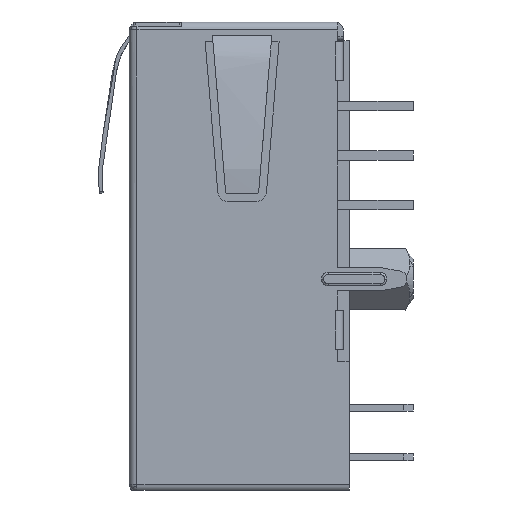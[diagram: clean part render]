
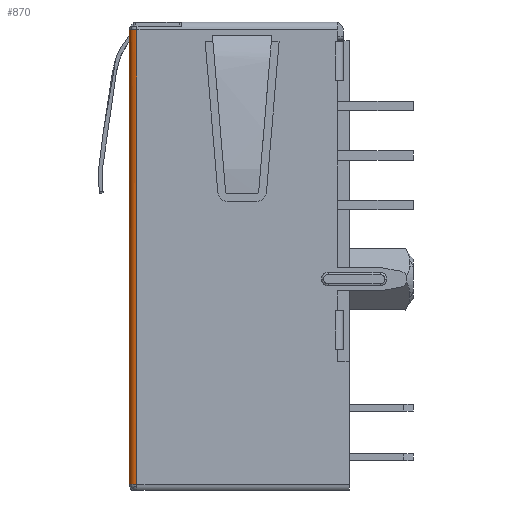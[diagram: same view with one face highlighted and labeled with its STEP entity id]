
A CAD part, left-side view. The second image highlights one B-rep face of the part: STEP entity #870.
In plain terms, the highlighted cylindrical face has radius 0.4 mm (diameter 0.8 mm), a partial arc.
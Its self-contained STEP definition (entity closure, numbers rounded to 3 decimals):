
#16 = CYLINDRICAL_SURFACE ( 'NONE', #5744, 0.4 ) ;
#716 = DIRECTION ( 'NONE',  ( 0., 0., -1. ) ) ;
#870 = ADVANCED_FACE ( 'NONE', ( #12780 ), #16, .T. ) ;
#1087 = CARTESIAN_POINT ( 'NONE',  ( 1.583, 14.348, -23.73 ) ) ;
#1601 = EDGE_CURVE ( 'NONE', #8615, #11093, #17656, .T. ) ;
#1661 = VERTEX_POINT ( 'NONE', #15419 ) ;
#1788 = VERTEX_POINT ( 'NONE', #1087 ) ;
#2123 = CARTESIAN_POINT ( 'NONE',  ( 1.983, 14.748, -0.4 ) ) ;
#2633 = CARTESIAN_POINT ( 'NONE',  ( 1.983, 14.748, -0.4 ) ) ;
#2740 = ORIENTED_EDGE ( 'NONE', *, *, #1601, .T. ) ;
#2901 = CARTESIAN_POINT ( 'NONE',  ( 1.983, 14.348, -23.73 ) ) ;
#3869 = ORIENTED_EDGE ( 'NONE', *, *, #10928, .F. ) ;
#4093 = CIRCLE ( 'NONE', #5582, 0.4 ) ;
#4356 = CARTESIAN_POINT ( 'NONE',  ( 1.583, 14.348, -0.4 ) ) ;
#5582 = AXIS2_PLACEMENT_3D ( 'NONE', #2901, #14252, #18241 ) ;
#5744 = AXIS2_PLACEMENT_3D ( 'NONE', #15280, #8215, #13799 ) ;
#5895 = CIRCLE ( 'NONE', #15385, 0.4 ) ;
#7390 = DIRECTION ( 'NONE',  ( 0., 0., 1. ) ) ;
#7447 = DIRECTION ( 'NONE',  ( 0., 0., 1. ) ) ;
#7909 = ORIENTED_EDGE ( 'NONE', *, *, #11599, .F. ) ;
#8142 = CARTESIAN_POINT ( 'NONE',  ( 1.983, 14.748, -23.73 ) ) ;
#8215 = DIRECTION ( 'NONE',  ( 0., 0., -1. ) ) ;
#8615 = VERTEX_POINT ( 'NONE', #2633 ) ;
#8633 = DIRECTION ( 'NONE',  ( 0., 0., -1. ) ) ;
#9610 = VECTOR ( 'NONE', #716, 1000. ) ;
#10188 = CARTESIAN_POINT ( 'NONE',  ( 1.983, 14.348, -0.4 ) ) ;
#10622 = CIRCLE ( 'NONE', #12119, 0.4 ) ;
#10858 = VERTEX_POINT ( 'NONE', #14199 ) ;
#10928 = EDGE_CURVE ( 'NONE', #10858, #1788, #16905, .T. ) ;
#11093 = VERTEX_POINT ( 'NONE', #8142 ) ;
#11599 = EDGE_CURVE ( 'NONE', #1788, #11093, #4093, .T. ) ;
#12119 = AXIS2_PLACEMENT_3D ( 'NONE', #17478, #7447, #13385 ) ;
#12465 = EDGE_LOOP ( 'NONE', ( #17815, #2740, #7909, #3869, #13770 ) ) ;
#12780 = FACE_OUTER_BOUND ( 'NONE', #12465, .T. ) ;
#13362 = EDGE_CURVE ( 'NONE', #1661, #10858, #10622, .T. ) ;
#13385 = DIRECTION ( 'NONE',  ( 0., 1., 0. ) ) ;
#13770 = ORIENTED_EDGE ( 'NONE', *, *, #13362, .F. ) ;
#13799 = DIRECTION ( 'NONE',  ( -1., 0., 0. ) ) ;
#14013 = EDGE_CURVE ( 'NONE', #8615, #1661, #5895, .T. ) ;
#14199 = CARTESIAN_POINT ( 'NONE',  ( 1.583, 14.348, -0.4 ) ) ;
#14252 = DIRECTION ( 'NONE',  ( 0., 0., -1. ) ) ;
#15280 = CARTESIAN_POINT ( 'NONE',  ( 1.983, 14.348, 31.456 ) ) ;
#15385 = AXIS2_PLACEMENT_3D ( 'NONE', #10188, #7390, #15937 ) ;
#15419 = CARTESIAN_POINT ( 'NONE',  ( 1.7, 14.631, -0.4 ) ) ;
#15937 = DIRECTION ( 'NONE',  ( 0., 1., 0. ) ) ;
#16905 = LINE ( 'NONE', #4356, #17462 ) ;
#17462 = VECTOR ( 'NONE', #8633, 1000. ) ;
#17478 = CARTESIAN_POINT ( 'NONE',  ( 1.983, 14.348, -0.4 ) ) ;
#17656 = LINE ( 'NONE', #2123, #9610 ) ;
#17815 = ORIENTED_EDGE ( 'NONE', *, *, #14013, .F. ) ;
#18241 = DIRECTION ( 'NONE',  ( -1., 0., 0. ) ) ;
